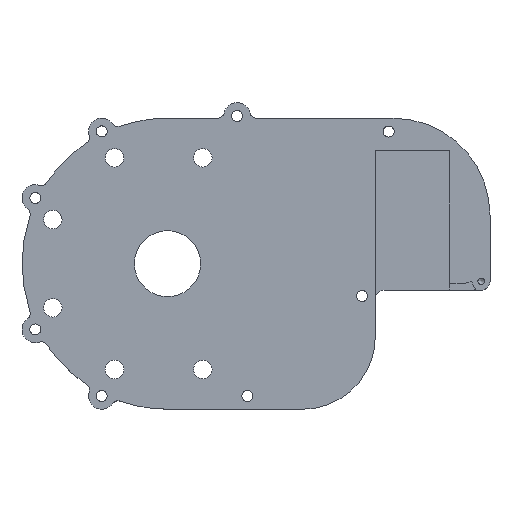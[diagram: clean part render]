
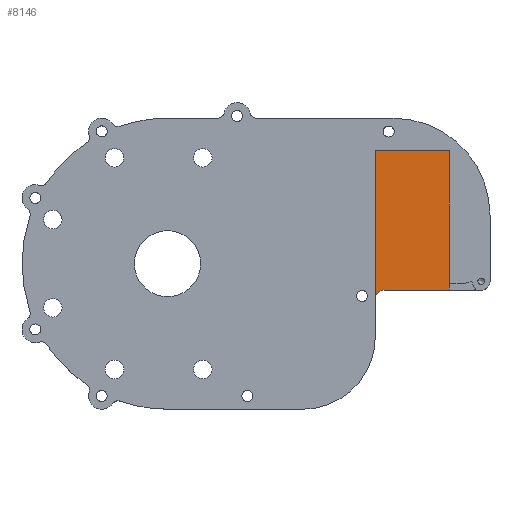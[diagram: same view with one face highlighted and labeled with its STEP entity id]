
A CAD part, top view. The second image highlights one B-rep face of the part: STEP entity #8146.
In plain terms, the highlighted planar face has unit normal (0, 0, 1).
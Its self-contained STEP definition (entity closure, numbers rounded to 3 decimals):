
#679=CIRCLE('',#8646,2.);
#1189=FACE_OUTER_BOUND('',#1688,.T.);
#1688=EDGE_LOOP('',(#6183,#6184,#6185,#6186,#6187));
#2057=LINE('',#10591,#2813);
#2258=LINE('',#12367,#3014);
#2277=LINE('',#12416,#3033);
#2326=LINE('',#12546,#3082);
#2813=VECTOR('',#8959,10.);
#3014=VECTOR('',#9412,1000.);
#3033=VECTOR('',#9461,1000.);
#3082=VECTOR('',#9644,1000.);
#3569=VERTEX_POINT('',#10588);
#3570=VERTEX_POINT('',#10590);
#3919=VERTEX_POINT('',#12364);
#3920=VERTEX_POINT('',#12366);
#3925=VERTEX_POINT('',#12380);
#4337=EDGE_CURVE('',#3569,#3570,#2057,.T.);
#4712=EDGE_CURVE('',#3919,#3920,#2258,.T.);
#4719=EDGE_CURVE('',#3925,#3920,#679,.T.);
#4737=EDGE_CURVE('',#3569,#3925,#2277,.T.);
#4803=EDGE_CURVE('',#3570,#3919,#2326,.T.);
#6183=ORIENTED_EDGE('',*,*,#4737,.T.);
#6184=ORIENTED_EDGE('',*,*,#4719,.T.);
#6185=ORIENTED_EDGE('',*,*,#4712,.F.);
#6186=ORIENTED_EDGE('',*,*,#4803,.F.);
#6187=ORIENTED_EDGE('',*,*,#4337,.F.);
#7853=PLANE('',#8726);
#8146=ADVANCED_FACE('',(#1189),#7853,.T.);
#8646=AXIS2_PLACEMENT_3D('',#12381,#9423,#9424);
#8726=AXIS2_PLACEMENT_3D('',#12547,#9645,#9646);
#8959=DIRECTION('',(1.,0.,0.));
#9412=DIRECTION('',(-1.,0.,0.));
#9423=DIRECTION('center_axis',(0.,0.,-1.));
#9424=DIRECTION('ref_axis',(1.,0.,0.));
#9461=DIRECTION('',(0.,-1.,0.));
#9644=DIRECTION('',(0.,-1.,0.));
#9645=DIRECTION('center_axis',(0.,0.,1.));
#9646=DIRECTION('ref_axis',(1.,0.,0.));
#10588=CARTESIAN_POINT('',(47.14,25.641,-11.5));
#10590=CARTESIAN_POINT('',(63.94,25.641,-11.5));
#10591=CARTESIAN_POINT('',(47.14,25.641,-11.5));
#12364=CARTESIAN_POINT('',(63.94,-6.,-11.5));
#12366=CARTESIAN_POINT('',(49.14,-6.,-11.5));
#12367=CARTESIAN_POINT('',(0.,-6.,-11.5));
#12380=CARTESIAN_POINT('',(47.14,-8.,-11.5));
#12381=CARTESIAN_POINT('Origin',(49.14,-8.,-11.5));
#12416=CARTESIAN_POINT('',(47.14,-2.,-11.5));
#12546=CARTESIAN_POINT('',(63.94,-2.,-11.5));
#12547=CARTESIAN_POINT('Origin',(0.,0.,-11.5));
